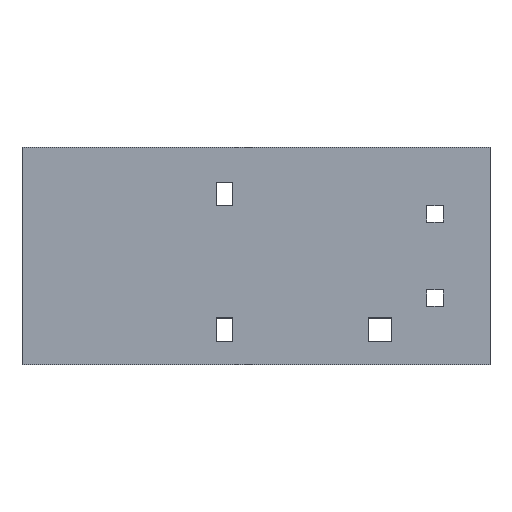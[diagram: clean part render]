
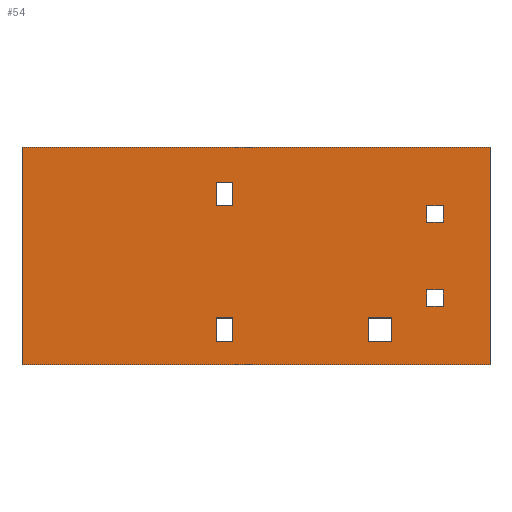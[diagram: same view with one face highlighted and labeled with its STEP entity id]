
A CAD part, top view. The second image highlights one B-rep face of the part: STEP entity #54.
In plain terms, the highlighted planar face has unit normal (0, 0, 1).
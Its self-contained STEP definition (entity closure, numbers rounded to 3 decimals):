
#54=ADVANCED_FACE('',(#96,#98,#100,#102,#104,#106),#108,.T.);
#96=FACE_BOUND('',#97,.T.);
#97=EDGE_LOOP('',(#305,#306,#307,#308));
#98=FACE_BOUND('',#99,.T.);
#99=EDGE_LOOP('',(#309,#310,#311,#312));
#100=FACE_BOUND('',#101,.T.);
#101=EDGE_LOOP('',(#313,#314,#315,#316));
#102=FACE_BOUND('',#103,.T.);
#103=EDGE_LOOP('',(#317,#318,#319,#320));
#104=FACE_BOUND('',#105,.T.);
#105=EDGE_LOOP('',(#321,#322,#323,#324));
#106=FACE_BOUND('',#107,.T.);
#107=EDGE_LOOP('',(#325,#326,#327,#328));
#108=PLANE('',#109);
#109=AXIS2_PLACEMENT_3D('',#110,#111,#112);
#110=CARTESIAN_POINT('',(0.,0.,5.));
#111=DIRECTION('',(0.,0.,1.));
#112=DIRECTION('',(-1.,0.,0.));
#305=ORIENTED_EDGE('',*,*,#449,.T.);
#306=ORIENTED_EDGE('',*,*,#450,.T.);
#307=ORIENTED_EDGE('',*,*,#451,.T.);
#308=ORIENTED_EDGE('',*,*,#452,.T.);
#309=ORIENTED_EDGE('',*,*,#453,.T.);
#310=ORIENTED_EDGE('',*,*,#454,.T.);
#311=ORIENTED_EDGE('',*,*,#455,.T.);
#312=ORIENTED_EDGE('',*,*,#456,.T.);
#313=ORIENTED_EDGE('',*,*,#457,.T.);
#314=ORIENTED_EDGE('',*,*,#458,.T.);
#315=ORIENTED_EDGE('',*,*,#459,.T.);
#316=ORIENTED_EDGE('',*,*,#460,.T.);
#317=ORIENTED_EDGE('',*,*,#461,.T.);
#318=ORIENTED_EDGE('',*,*,#462,.T.);
#319=ORIENTED_EDGE('',*,*,#463,.T.);
#320=ORIENTED_EDGE('',*,*,#464,.T.);
#321=ORIENTED_EDGE('',*,*,#465,.T.);
#322=ORIENTED_EDGE('',*,*,#466,.T.);
#323=ORIENTED_EDGE('',*,*,#467,.T.);
#324=ORIENTED_EDGE('',*,*,#468,.T.);
#325=ORIENTED_EDGE('',*,*,#469,.T.);
#326=ORIENTED_EDGE('',*,*,#470,.T.);
#327=ORIENTED_EDGE('',*,*,#471,.T.);
#328=ORIENTED_EDGE('',*,*,#472,.T.);
#449=EDGE_CURVE('',#545,#546,#547,.T.);
#450=EDGE_CURVE('',#546,#548,#549,.T.);
#451=EDGE_CURVE('',#548,#550,#551,.T.);
#452=EDGE_CURVE('',#550,#545,#552,.T.);
#453=EDGE_CURVE('',#553,#554,#555,.F.);
#454=EDGE_CURVE('',#554,#556,#557,.F.);
#455=EDGE_CURVE('',#556,#558,#559,.F.);
#456=EDGE_CURVE('',#558,#553,#560,.F.);
#457=EDGE_CURVE('',#561,#562,#563,.F.);
#458=EDGE_CURVE('',#562,#564,#565,.F.);
#459=EDGE_CURVE('',#564,#566,#567,.F.);
#460=EDGE_CURVE('',#566,#561,#568,.F.);
#461=EDGE_CURVE('',#569,#570,#571,.F.);
#462=EDGE_CURVE('',#570,#572,#573,.F.);
#463=EDGE_CURVE('',#572,#574,#575,.F.);
#464=EDGE_CURVE('',#574,#569,#576,.F.);
#465=EDGE_CURVE('',#577,#578,#579,.F.);
#466=EDGE_CURVE('',#578,#580,#581,.F.);
#467=EDGE_CURVE('',#580,#582,#583,.F.);
#468=EDGE_CURVE('',#582,#577,#584,.F.);
#469=EDGE_CURVE('',#585,#586,#587,.F.);
#470=EDGE_CURVE('',#586,#588,#589,.F.);
#471=EDGE_CURVE('',#588,#590,#591,.F.);
#472=EDGE_CURVE('',#590,#585,#592,.F.);
#545=VERTEX_POINT('',#713);
#546=VERTEX_POINT('',#714);
#547=LINE('',#715,#716);
#548=VERTEX_POINT('',#718);
#549=LINE('',#719,#720);
#550=VERTEX_POINT('',#722);
#551=LINE('',#723,#724);
#552=LINE('',#726,#727);
#553=VERTEX_POINT('',#729);
#554=VERTEX_POINT('',#730);
#555=LINE('',#731,#732);
#556=VERTEX_POINT('',#734);
#557=LINE('',#735,#736);
#558=VERTEX_POINT('',#738);
#559=LINE('',#739,#740);
#560=LINE('',#742,#743);
#561=VERTEX_POINT('',#745);
#562=VERTEX_POINT('',#746);
#563=LINE('',#747,#748);
#564=VERTEX_POINT('',#750);
#565=LINE('',#751,#752);
#566=VERTEX_POINT('',#754);
#567=LINE('',#755,#756);
#568=LINE('',#758,#759);
#569=VERTEX_POINT('',#761);
#570=VERTEX_POINT('',#762);
#571=LINE('',#763,#764);
#572=VERTEX_POINT('',#766);
#573=LINE('',#767,#768);
#574=VERTEX_POINT('',#770);
#575=LINE('',#771,#772);
#576=LINE('',#774,#775);
#577=VERTEX_POINT('',#777);
#578=VERTEX_POINT('',#778);
#579=LINE('',#779,#780);
#580=VERTEX_POINT('',#782);
#581=LINE('',#783,#784);
#582=VERTEX_POINT('',#786);
#583=LINE('',#787,#788);
#584=LINE('',#790,#791);
#585=VERTEX_POINT('',#793);
#586=VERTEX_POINT('',#794);
#587=LINE('',#795,#796);
#588=VERTEX_POINT('',#798);
#589=LINE('',#799,#800);
#590=VERTEX_POINT('',#802);
#591=LINE('',#803,#804);
#592=LINE('',#806,#807);
#713=CARTESIAN_POINT('',(-100.,46.5,5.));
#714=CARTESIAN_POINT('',(-100.,-46.5,5.));
#715=CARTESIAN_POINT('',(-100.,46.5,5.));
#716=VECTOR('',#717,1.);
#717=DIRECTION('',(0.,-1.,0.));
#718=CARTESIAN_POINT('',(100.,-46.5,5.));
#719=CARTESIAN_POINT('',(-100.,-46.5,5.));
#720=VECTOR('',#721,1.);
#721=DIRECTION('',(1.,0.,0.));
#722=CARTESIAN_POINT('',(100.,46.5,5.));
#723=CARTESIAN_POINT('',(100.,-46.5,5.));
#724=VECTOR('',#725,1.);
#725=DIRECTION('',(0.,1.,0.));
#726=CARTESIAN_POINT('',(100.,46.5,5.));
#727=VECTOR('',#728,1.);
#728=DIRECTION('',(-1.,0.,0.));
#729=CARTESIAN_POINT('',(58.,-36.5,5.));
#730=CARTESIAN_POINT('',(48.,-36.5,5.));
#731=CARTESIAN_POINT('',(48.,-36.5,5.));
#732=VECTOR('',#733,1.);
#733=DIRECTION('',(1.,0.,0.));
#734=CARTESIAN_POINT('',(48.,-26.5,5.));
#735=CARTESIAN_POINT('',(48.,-26.5,5.));
#736=VECTOR('',#737,1.);
#737=DIRECTION('',(0.,-1.,0.));
#738=CARTESIAN_POINT('',(58.,-26.5,5.));
#739=CARTESIAN_POINT('',(58.,-26.5,5.));
#740=VECTOR('',#741,1.);
#741=DIRECTION('',(-1.,0.,0.));
#742=CARTESIAN_POINT('',(58.,-36.5,5.));
#743=VECTOR('',#744,1.);
#744=DIRECTION('',(0.,1.,0.));
#745=CARTESIAN_POINT('',(-10.,-36.5,5.));
#746=CARTESIAN_POINT('',(-17.,-36.5,5.));
#747=CARTESIAN_POINT('',(-17.,-36.5,5.));
#748=VECTOR('',#749,1.);
#749=DIRECTION('',(1.,0.,0.));
#750=CARTESIAN_POINT('',(-17.,-26.5,5.));
#751=CARTESIAN_POINT('',(-17.,-26.5,5.));
#752=VECTOR('',#753,1.);
#753=DIRECTION('',(0.,-1.,0.));
#754=CARTESIAN_POINT('',(-10.,-26.5,5.));
#755=CARTESIAN_POINT('',(-10.,-26.5,5.));
#756=VECTOR('',#757,1.);
#757=DIRECTION('',(-1.,0.,0.));
#758=CARTESIAN_POINT('',(-10.,-36.5,5.));
#759=VECTOR('',#760,1.);
#760=DIRECTION('',(0.,1.,0.));
#761=CARTESIAN_POINT('',(-10.,21.5,5.));
#762=CARTESIAN_POINT('',(-17.,21.5,5.));
#763=CARTESIAN_POINT('',(-17.,21.5,5.));
#764=VECTOR('',#765,1.);
#765=DIRECTION('',(1.,0.,0.));
#766=CARTESIAN_POINT('',(-17.,31.5,5.));
#767=CARTESIAN_POINT('',(-17.,31.5,5.));
#768=VECTOR('',#769,1.);
#769=DIRECTION('',(0.,-1.,0.));
#770=CARTESIAN_POINT('',(-10.,31.5,5.));
#771=CARTESIAN_POINT('',(-10.,31.5,5.));
#772=VECTOR('',#773,1.);
#773=DIRECTION('',(-1.,0.,0.));
#774=CARTESIAN_POINT('',(-10.,21.5,5.));
#775=VECTOR('',#776,1.);
#776=DIRECTION('',(0.,1.,0.));
#777=CARTESIAN_POINT('',(80.,-21.5,5.));
#778=CARTESIAN_POINT('',(73.,-21.5,5.));
#779=CARTESIAN_POINT('',(73.,-21.5,5.));
#780=VECTOR('',#781,1.);
#781=DIRECTION('',(1.,0.,0.));
#782=CARTESIAN_POINT('',(73.,-14.5,5.));
#783=CARTESIAN_POINT('',(73.,-14.5,5.));
#784=VECTOR('',#785,1.);
#785=DIRECTION('',(0.,-1.,0.));
#786=CARTESIAN_POINT('',(80.,-14.5,5.));
#787=CARTESIAN_POINT('',(80.,-14.5,5.));
#788=VECTOR('',#789,1.);
#789=DIRECTION('',(-1.,0.,0.));
#790=CARTESIAN_POINT('',(80.,-21.5,5.));
#791=VECTOR('',#792,1.);
#792=DIRECTION('',(0.,1.,0.));
#793=CARTESIAN_POINT('',(80.,14.5,5.));
#794=CARTESIAN_POINT('',(73.,14.5,5.));
#795=CARTESIAN_POINT('',(73.,14.5,5.));
#796=VECTOR('',#797,1.);
#797=DIRECTION('',(1.,0.,0.));
#798=CARTESIAN_POINT('',(73.,21.5,5.));
#799=CARTESIAN_POINT('',(73.,21.5,5.));
#800=VECTOR('',#801,1.);
#801=DIRECTION('',(0.,-1.,0.));
#802=CARTESIAN_POINT('',(80.,21.5,5.));
#803=CARTESIAN_POINT('',(80.,21.5,5.));
#804=VECTOR('',#805,1.);
#805=DIRECTION('',(-1.,0.,0.));
#806=CARTESIAN_POINT('',(80.,14.5,5.));
#807=VECTOR('',#808,1.);
#808=DIRECTION('',(0.,1.,0.));
